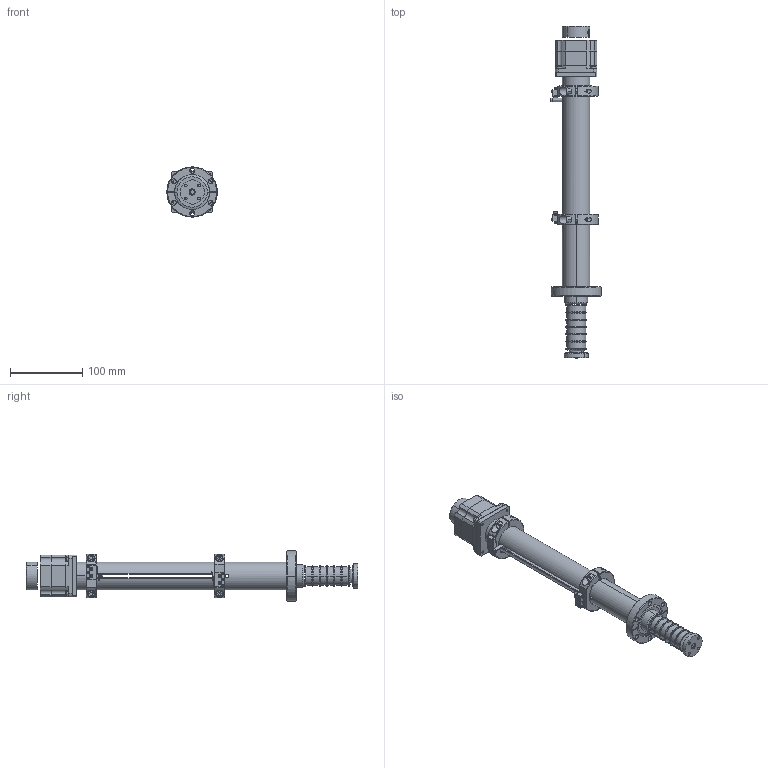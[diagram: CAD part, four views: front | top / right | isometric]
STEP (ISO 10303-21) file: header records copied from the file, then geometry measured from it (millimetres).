
FILE_DESCRIPTION (( 'STEP AP214' ), '1' );
FILE_NAME ('SN103202-01, FLMR-275-50-6_MS-LS.STEP', '2017-07-25T20:27:54', ( 'My Thermionics' ), ( '' ), 'SwSTEP 2.0', 'SolidWorks 2010', '' );
FILE_SCHEMA (( 'AUTOMOTIVE_DESIGN' ));
Length unit declared in the file: inch
Products named in the file (1): SN103202-01, FLMR-275-50-6_MS-LS
Bounding box: 69.84 x 458.11 x 69.34 mm (x, y, z)
Surface area: 129775.1 mm2 (no closed solid volume)
Topology: 0 solids, 71 shells, 603 faces, 1744 edges, 1201 vertices
Faces by surface type: cylinder 271, plane 208, cone 108, torus 8, sphere 8
Entity records: 29600 total; most frequent: CARTESIAN_POINT 5551, DIRECTION 3659, ORIENTED_EDGE 2885, EDGE_CURVE 1736, AXIS2_PLACEMENT_3D 1447, VERTEX_POINT 1201, CIRCLE 843, VECTOR 765
